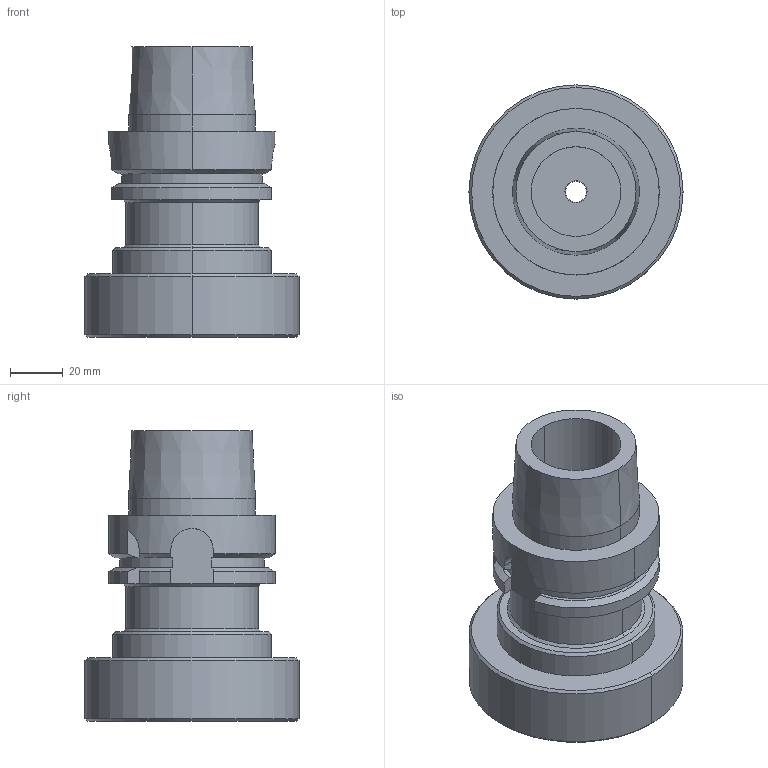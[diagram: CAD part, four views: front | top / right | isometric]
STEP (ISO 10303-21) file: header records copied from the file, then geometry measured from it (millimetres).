
FILE_DESCRIPTION((''),'2;1');
FILE_NAME('8432908157','2022-02-16T14:58:25',('thiemer'),(''),'CREO PARAMETRIC BY PTC INC, 2021164','CREO PARAMETRIC BY PTC INC, 2021164','');
FILE_SCHEMA(('AUTOMOTIVE_DESIGN { 1 0 10303 214 1 1 1 1 }'));
Length unit declared in the file: millimetre
Products named in the file (1): 8432908157
Bounding box: 81 x 81 x 110 mm (x, y, z)
Volume: 245244 mm3; surface area: 40937.6 mm2
Topology: 1 solids, 1 shells, 73 faces, 180 edges, 116 vertices
Faces by surface type: plane 28, cylinder 27, cone 18
Entity records: 3108 total; most frequent: CARTESIAN_POINT 501, DIRECTION 423, ORIENTED_EDGE 360, PRESENTATION_STYLE_ASSIGNMENT 192, STYLED_ITEM 192, CURVE_STYLE 191, EDGE_CURVE 180, AXIS2_PLACEMENT_3D 162
